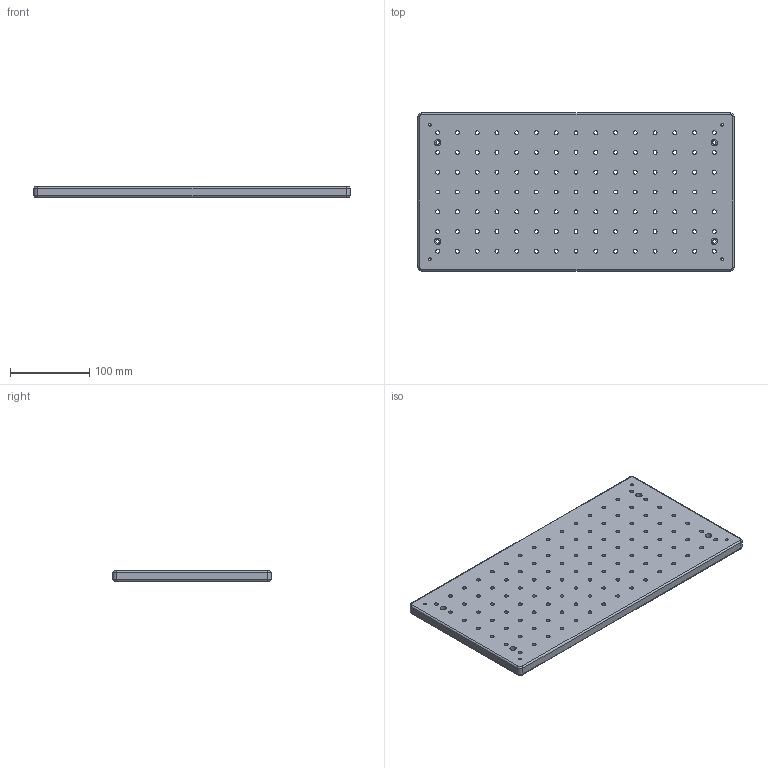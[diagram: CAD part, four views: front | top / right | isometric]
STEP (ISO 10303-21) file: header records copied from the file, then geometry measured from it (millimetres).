
FILE_DESCRIPTION (( 'STEP AP203' ), '1' );
FILE_NAME ('BR0204-1M.STEP', '2016-05-19T08:40:17', ( '' ), ( '' ), 'SwSTEP 2.0', 'SolidWorks 2016', '' );
FILE_SCHEMA (( 'CONFIG_CONTROL_DESIGN' ));
Length unit declared in the file: millimetre
Products named in the file (1): BR0204-1M
Bounding box: 400 x 200 x 13 mm (x, y, z)
Volume: 1008782.2 mm3; surface area: 192057 mm2
Topology: 1 solids, 1 shells, 264 faces, 758 edges, 500 vertices
Faces by surface type: cylinder 246, plane 10, torus 8
Entity records: 9463 total; most frequent: DIRECTION 1788, CARTESIAN_POINT 1523, ORIENTED_EDGE 1516, AXIS2_PLACEMENT_3D 765, EDGE_CURVE 758, VERTEX_POINT 500, CIRCLE 500, EDGE_LOOP 494
